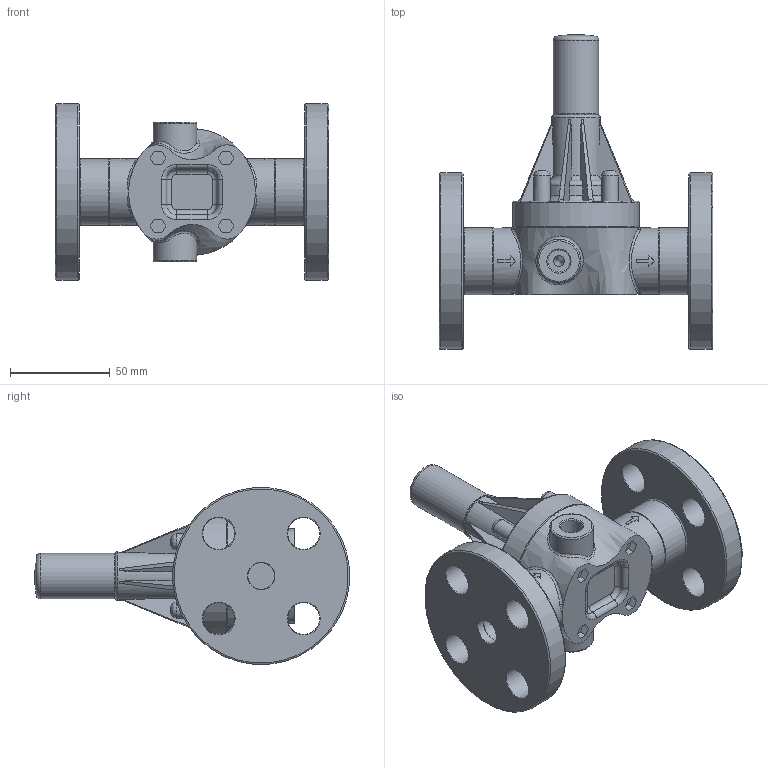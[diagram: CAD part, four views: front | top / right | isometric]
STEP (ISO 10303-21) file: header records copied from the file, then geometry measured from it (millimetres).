
FILE_DESCRIPTION((''),'2;1');
FILE_NAME('ECO-50E-PVC_R0.stp','2017-07-24T14:01:31',('salesdesk5'),(''),'Autodesk Inventor 2009','Autodesk Inventor 2009','');
FILE_SCHEMA(('AUTOMOTIVE_DESIGN { 1 0 10303 214 1 1 1 1 }'));
Length unit declared in the file: inch
Products named in the file (1): ECO-50E-PVC_R0
Bounding box: 137.16 x 157.98 x 88.56 mm (x, y, z)
Volume: 344986.2 mm3; surface area: 83760.6 mm2
Topology: 1 solids, 19 shells, 365 faces, 867 edges, 554 vertices
Faces by surface type: plane 128, bspline 95, cylinder 85, torus 48, cone 9
Full cylindrical faces by diameter (mm): 5.842 x4, 6.502 x4, 6.528 x4, 8.382 x4, 10.16 x4, 11.112 x1, 11.113 x1, 13.36 x2, 16.002 x8, 21.844 x2, 22.733 x1, 24.384 x1, 33.35 x2, 33.541 x2, 63.5 x1, 88.9 x2
Entity records: 15611 total; most frequent: CARTESIAN_POINT 7728, DIRECTION 1476, ORIENTED_EDGE 1462, EDGE_CURVE 731, AXIS2_PLACEMENT_3D 616, VERTEX_POINT 525, EDGE_LOOP 514, FACE_OUTER_BOUND 365
